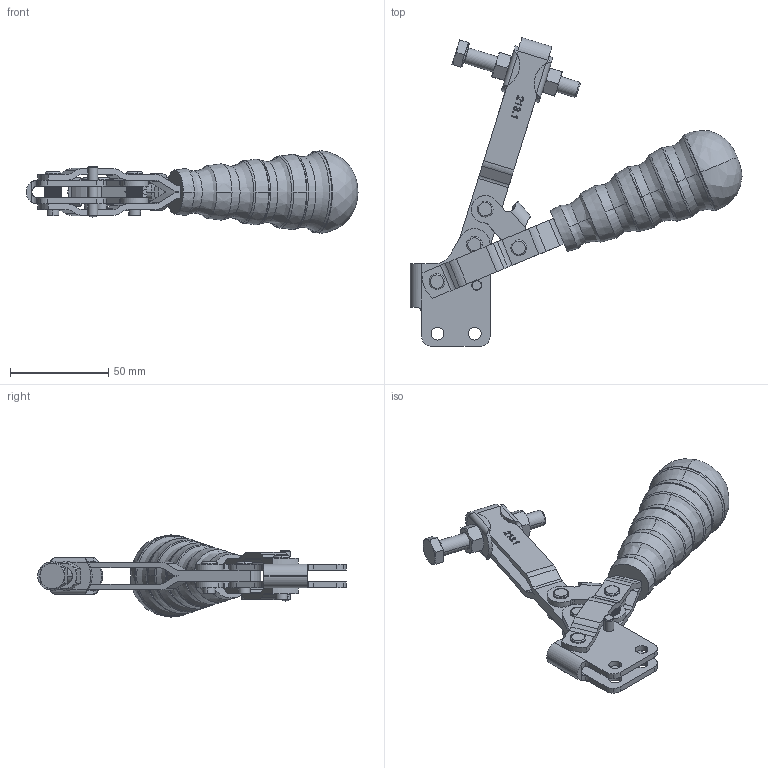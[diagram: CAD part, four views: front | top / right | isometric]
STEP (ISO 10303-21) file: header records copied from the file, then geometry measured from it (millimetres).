
FILE_DESCRIPTION((''),'2;1');
FILE_NAME('213.1-opened.stp','2005-09-27T18:33:27',('Kysilko'),(''),'Autodesk Inventor 8','Autodesk Inventor 8','');
FILE_SCHEMA(('AUTOMOTIVE_DESIGN { 1 0 10303 214 1 1 1 1 }'));
Length unit declared in the file: millimetre
Products named in the file (1): Part67
Bounding box: 169.03 x 157.29 x 41.84 mm (x, y, z)
Volume: 118062.7 mm3; surface area: 40426.8 mm2
Topology: 1 solids, 4 shells, 1187 faces, 3511 edges, 2131 vertices
Faces by surface type: plane 479, cone 321, cylinder 220, bspline 143, torus 22, sphere 2
Entity records: 43813 total; most frequent: CARTESIAN_POINT 13156, ORIENTED_EDGE 7002, DIRECTION 6243, EDGE_CURVE 3501, AXIS2_PLACEMENT_3D 2361, VERTEX_POINT 2131, VECTOR 1521, LINE 1521
